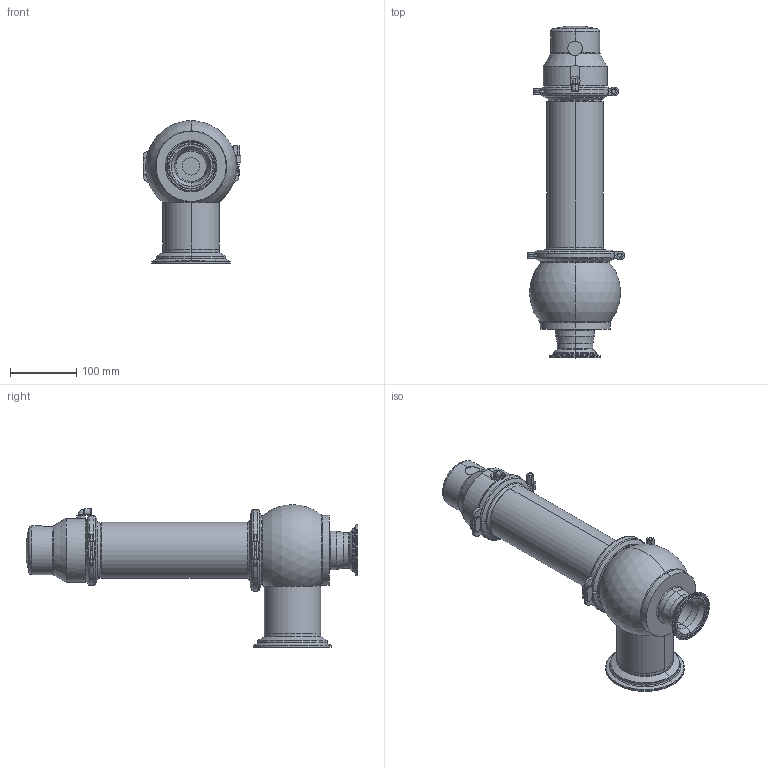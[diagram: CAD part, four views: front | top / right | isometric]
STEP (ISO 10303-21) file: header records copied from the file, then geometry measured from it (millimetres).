
FILE_DESCRIPTION((''),'2;1');
FILE_NAME('10000862812_G3D_000_ASM','2022-09-08T13:21:06',('SchmidtJ'),(''),'CREO PARAMETRIC BY PTC INC, 2020184','CREO PARAMETRIC BY PTC INC, 2020184','');
FILE_SCHEMA(('CONFIG_CONTROL_DESIGN'));
Length unit declared in the file: millimetre
Products named in the file (21): 10000566612_G3D_000; 10000482178_G3D_000; 10000482179_G3D_000; 10000566613_G3D_000; 10000462736_G3D_000; 10000462735_G3D_000; 10000462733_G3D_000; 10000462732_G3D_000; 10000460043_G3D_000; 10000460044_G3D_000; 10000460045_G3D_000; 10000462734_G3D_000_ASM; 10000462731_G3D_000; 10000462737_G3D_000_ASM; 10000566615_G3D_000; 10000566616_G3D_000; 10000566617_G3D_000; 10000566618_G3D_000; 10000566619_G3D_000; 10000566614_G3D_000_ASM; 10000862812_G3D_000_ASM
Assembly tree (22 placements, depth 4):
  10000862812_G3D_000_ASM
    10000566612_G3D_000
    10000482178_G3D_000
    10000482179_G3D_000
    10000566613_G3D_000
    10000462737_G3D_000_ASM
      10000462736_G3D_000
      10000462735_G3D_000
      10000462734_G3D_000_ASM
        10000462733_G3D_000
        10000462732_G3D_000
        10000460043_G3D_000  x2
        10000460044_G3D_000
        10000460045_G3D_000
      10000462731_G3D_000
    10000566614_G3D_000_ASM
      10000566615_G3D_000
      10000566616_G3D_000
      10000566617_G3D_000  x2
      10000566618_G3D_000
      10000566619_G3D_000
Bounding box: 147.59 x 501.5 x 215.5 mm (x, y, z)
Volume: 1409438 mm3; surface area: 430798.5 mm2
Topology: 20 solids, 20 shells, 487 faces, 1080 edges, 670 vertices
Faces by surface type: cylinder 189, plane 158, cone 78, torus 57, sphere 3, bspline 2
Entity records: 13902 total; most frequent: CARTESIAN_POINT 2801, DIRECTION 2506, ORIENTED_EDGE 2060, AXIS2_PLACEMENT_3D 1046, EDGE_CURVE 1030, VERTEX_POINT 638, EDGE_LOOP 536, CIRCLE 526
